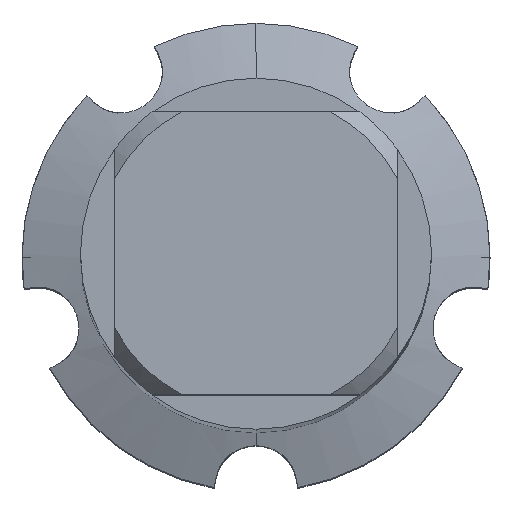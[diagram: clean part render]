
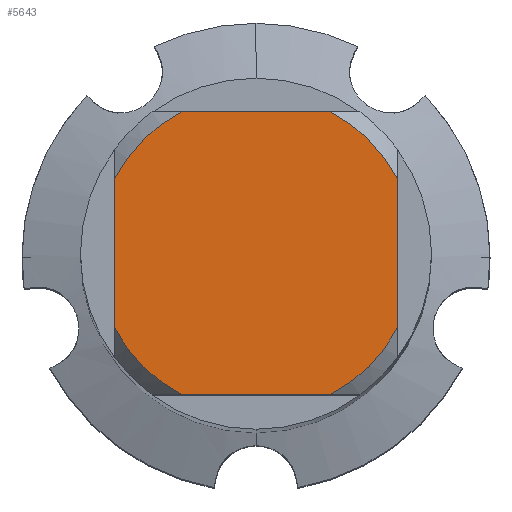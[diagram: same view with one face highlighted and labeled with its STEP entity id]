
A CAD part, top view. The second image highlights one B-rep face of the part: STEP entity #5643.
In plain terms, the highlighted planar face has unit normal (0, 0, 1).
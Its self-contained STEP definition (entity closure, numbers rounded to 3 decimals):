
#3117=VERTEX_POINT('',#9140);
#3935=VERTEX_POINT('',#10030);
#4129=VERTEX_POINT('',#10236);
#4263=EDGE_CURVE('',#6891,#6635,#10380,.T.);
#4493=VERTEX_POINT('',#10624);
#4837=VERTEX_POINT('',#11002);
#5055=EDGE_CURVE('',#3117,#4493,#11245,.T.);
#5643=ADVANCED_FACE('',(#11889),#11890,.T.);
#6021=EDGE_CURVE('',#3935,#6961,#12299,.T.);
#6099=EDGE_CURVE('',#4129,#6961,#12383,.T.);
#6635=VERTEX_POINT('',#12971);
#6891=VERTEX_POINT('',#13245);
#6961=VERTEX_POINT('',#13321);
#7155=EDGE_CURVE('',#4129,#4837,#13530,.T.);
#7567=EDGE_CURVE('',#6891,#4837,#13968,.T.);
#8191=EDGE_CURVE('',#3935,#4493,#14655,.T.);
#8795=EDGE_CURVE('',#3117,#6635,#15310,.T.);
#9140=CARTESIAN_POINT('',(3.831,7.25,0.0));
#10030=CARTESIAN_POINT('',(-7.25,3.831,0.0));
#10236=CARTESIAN_POINT('',(-3.831,-7.25,0.0));
#10380=LINE('',#18071,#18072);
#10624=CARTESIAN_POINT('',(-3.831,7.25,0.0));
#11002=CARTESIAN_POINT('',(3.831,-7.25,0.0));
#11245=LINE('',#19796,#19797);
#11889=FACE_OUTER_BOUND('',#21159,.T.);
#11890=PLANE('',#21160);
#12299=LINE('',#21922,#21923);
#12383=CIRCLE('',#22109,8.2);
#12971=CARTESIAN_POINT('',(7.25,3.831,0.0));
#13245=CARTESIAN_POINT('',(7.25,-3.831,0.0));
#13321=CARTESIAN_POINT('',(-7.25,-3.831,0.0));
#13530=LINE('',#24470,#24471);
#13968=CIRCLE('',#25277,8.2);
#14655=CIRCLE('',#26700,8.2);
#15310=CIRCLE('',#28062,8.2);
#18071=CARTESIAN_POINT('',(7.25,2.05,0.0));
#18072=VECTOR('',#30223,1.0);
#19796=CARTESIAN_POINT('',(0.0,7.25,0.0));
#19797=VECTOR('',#31147,1.0);
#21159=EDGE_LOOP('',(#31968,#31969,#31970,#31971,#31972,#31973,#31974,#31975));
#21160=AXIS2_PLACEMENT_3D('',#31976,#31977,#31978);
#21922=CARTESIAN_POINT('',(-7.25,2.05,0.0));
#21923=VECTOR('',#32368,1.0);
#22109=AXIS2_PLACEMENT_3D('',#32443,#32444,#32445);
#24470=CARTESIAN_POINT('',(0.0,-7.25,0.0));
#24471=VECTOR('',#33569,1.0);
#25277=AXIS2_PLACEMENT_3D('',#33993,#33994,#33995);
#26700=AXIS2_PLACEMENT_3D('',#34860,#34861,#34862);
#28062=AXIS2_PLACEMENT_3D('',#35526,#35527,#35528);
#30223=DIRECTION('',(-0.0,1.0,0.0));
#31147=DIRECTION('',(-1.0,0.0,0.0));
#31968=ORIENTED_EDGE('',*,*,#6021,.T.);
#31969=ORIENTED_EDGE('',*,*,#6099,.F.);
#31970=ORIENTED_EDGE('',*,*,#7155,.T.);
#31971=ORIENTED_EDGE('',*,*,#7567,.F.);
#31972=ORIENTED_EDGE('',*,*,#4263,.T.);
#31973=ORIENTED_EDGE('',*,*,#8795,.F.);
#31974=ORIENTED_EDGE('',*,*,#5055,.T.);
#31975=ORIENTED_EDGE('',*,*,#8191,.F.);
#31976=CARTESIAN_POINT('',(0.0,4.1,0.0));
#31977=DIRECTION('',(-0.0,0.0,1.0));
#31978=DIRECTION('',(0.0,-1.0,0.0));
#32368=DIRECTION('',(-0.0,-1.0,0.0));
#32443=CARTESIAN_POINT('',(0.0,0.0,0.0));
#32444=DIRECTION('',(0.0,0.0,-1.0));
#32445=DIRECTION('',(0.0,1.0,0.0));
#33569=DIRECTION('',(1.0,0.0,0.0));
#33993=CARTESIAN_POINT('',(0.0,0.0,0.0));
#33994=DIRECTION('',(0.0,0.0,-1.0));
#33995=DIRECTION('',(0.0,1.0,0.0));
#34860=CARTESIAN_POINT('',(0.0,0.0,0.0));
#34861=DIRECTION('',(0.0,0.0,-1.0));
#34862=DIRECTION('',(0.0,1.0,0.0));
#35526=CARTESIAN_POINT('',(0.0,0.0,0.0));
#35527=DIRECTION('',(0.0,0.0,-1.0));
#35528=DIRECTION('',(0.0,1.0,0.0));
